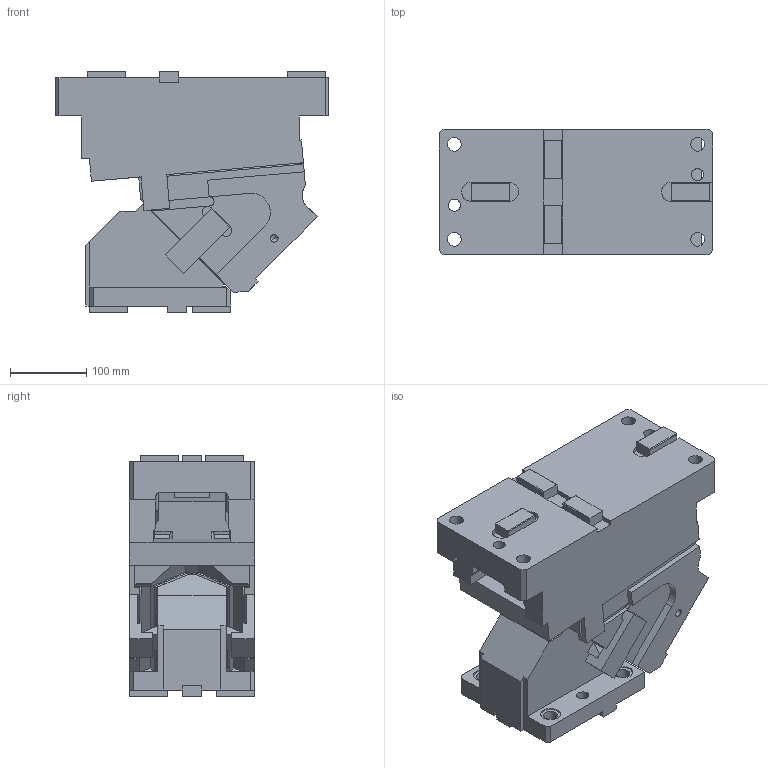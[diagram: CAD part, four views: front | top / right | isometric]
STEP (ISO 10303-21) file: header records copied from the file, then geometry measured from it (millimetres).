
FILE_DESCRIPTION(('CATIA V5 STEP Exchange'),'2;1');
FILE_NAME('CACV_165_45.stp','2015-04-24T14:12:14+00:00',('none'),('none'),'CATIA Version 5 Release 19 SP 2 (IN-10)','CATIA V5 STEP AP203','none');
FILE_SCHEMA(('CONFIG_CONTROL_DESIGN'));
Length unit declared in the file: millimetre
Products named in the file (1): CACV_165_45
Bounding box: 360 x 165 x 318 mm (x, y, z)
Volume: 10434921 mm3; surface area: 754156.7 mm2
Topology: 3 solids, 8 shells, 576 faces, 1682 edges, 1101 vertices
Faces by surface type: plane 385, cylinder 153, cone 18, bspline 16, torus 4
Entity records: 18956 total; most frequent: CARTESIAN_POINT 4386, ORIENTED_EDGE 3264, DIRECTION 2544, EDGE_CURVE 1632, VECTOR 1308, LINE 1308, VERTEX_POINT 1089, AXIS2_PLACEMENT_3D 726
